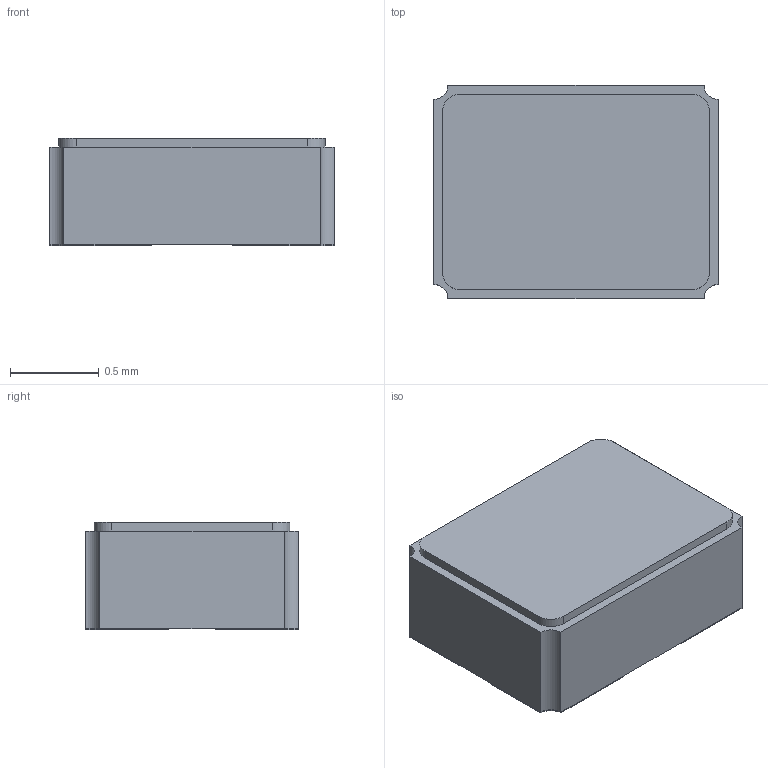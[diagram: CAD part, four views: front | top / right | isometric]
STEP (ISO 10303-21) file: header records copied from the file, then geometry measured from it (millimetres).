
FILE_DESCRIPTION(('FreeCAD Model'),'2;1');
FILE_NAME('Open CASCADE Shape Model','2022-08-08T14:21:57',(''),(''), 'Open CASCADE STEP processor 7.6','FreeCAD','Unknown');
FILE_SCHEMA(('AUTOMOTIVE_DESIGN { 1 0 10303 214 1 1 1 1 }'));
Length unit declared in the file: millimetre
Products named in the file (3): CT1612DB_simple; PKG; Thermistor
Assembly tree (2 placements, depth 2):
  CT1612DB_simple
    PKG
    Thermistor
Bounding box: 1.6 x 1.2 x 0.6 mm (x, y, z)
Volume: 1 mm3; surface area: 8.4 mm2
Topology: 2 solids, 2 shells, 91 faces, 231 edges, 146 vertices
Faces by surface type: plane 71, cylinder 20
Entity records: 5780 total; most frequent: CARTESIAN_POINT 969, DIRECTION 915, LINE 617, VECTOR 617, ORIENTED_EDGE 462, PCURVE 462, DEFINITIONAL_REPRESENTATION 462, EDGE_CURVE 231
